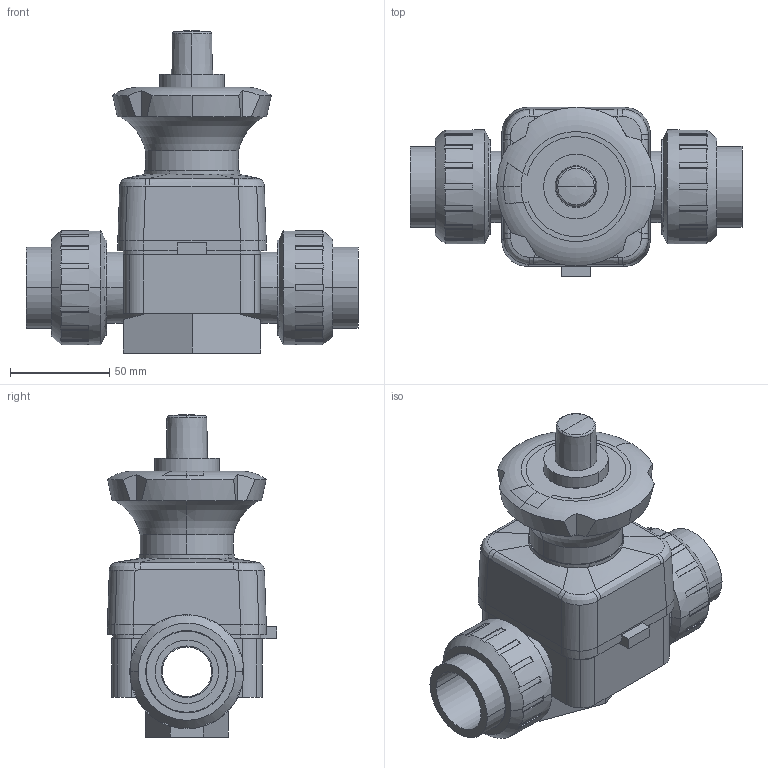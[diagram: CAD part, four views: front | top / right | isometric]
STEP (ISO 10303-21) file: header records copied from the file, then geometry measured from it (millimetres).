
FILE_DESCRIPTION(('STEP AP214'),'1');
FILE_NAME('dkuiv032e.stp','2017-04-07T15:19:43',('TraceParts'),('TraceParts S.A.'),'Spatial InterOp 3D',' ',' ');
FILE_SCHEMA(('automotive_design'));
Length unit declared in the file: millimetre
Products named in the file (7): dkuiv032e_1; dkuiv032e_2; dkuiv032e_3; dkuiv032e_4; dkuiv032e_5; dkuiv032e_6; dkuiv032e_7
Bounding box: 167.6 x 85.4 x 162.64 mm (x, y, z)
Volume: 640171.9 mm3; surface area: 122073.3 mm2
Topology: 7 solids, 8 shells, 367 faces, 965 edges, 627 vertices
Faces by surface type: plane 188, cylinder 129, bspline 26, cone 16, torus 8
Entity records: 15896 total; most frequent: CARTESIAN_POINT 3748, DIRECTION 1938, ORIENTED_EDGE 1926, EDGE_CURVE 963, AXIS2_PLACEMENT_3D 753, VERTEX_POINT 627, LINE 432, VECTOR 432
